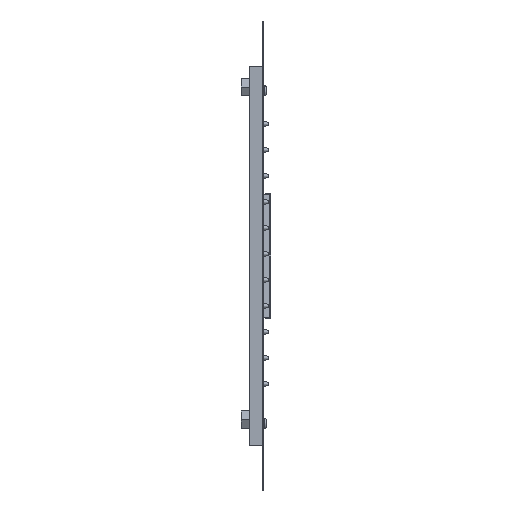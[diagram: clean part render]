
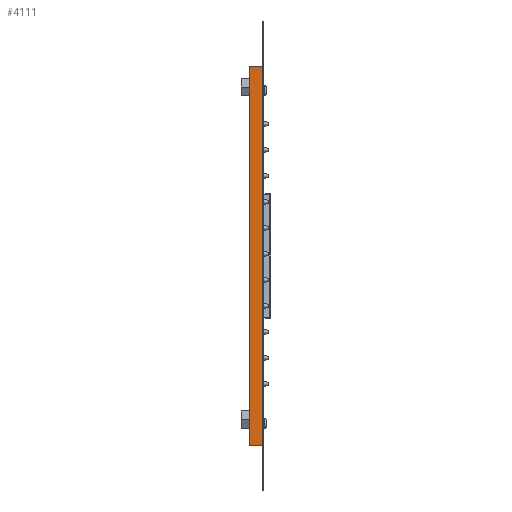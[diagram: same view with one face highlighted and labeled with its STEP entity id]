
A CAD part, left-side view. The second image highlights one B-rep face of the part: STEP entity #4111.
In plain terms, the highlighted planar face has unit normal (-1, 0, 0).
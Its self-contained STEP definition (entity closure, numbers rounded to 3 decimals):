
#1177 = EDGE_CURVE ( 'NONE', #21329, #16935, #14312, .T. ) ;
#2223 = CARTESIAN_POINT ( 'NONE',  ( -302.5, 1.5, 182.5 ) ) ;
#3606 = CARTESIAN_POINT ( 'NONE',  ( -302.5, 14., -182.5 ) ) ;
#3814 = VERTEX_POINT ( 'NONE', #2223 ) ;
#4111 = ADVANCED_FACE ( 'NONE', ( #6635 ), #10368, .F. ) ;
#4137 = ORIENTED_EDGE ( 'NONE', *, *, #13582, .T. ) ;
#5235 = CARTESIAN_POINT ( 'NONE',  ( -302.5, 1.5, -182.5 ) ) ;
#5423 = EDGE_CURVE ( 'NONE', #21329, #10493, #16818, .T. ) ;
#5623 = DIRECTION ( 'NONE',  ( 0., -1., 0. ) ) ;
#6092 = VECTOR ( 'NONE', #17580, 1000. ) ;
#6404 = EDGE_LOOP ( 'NONE', ( #4137, #19491, #15546, #9785 ) ) ;
#6635 = FACE_OUTER_BOUND ( 'NONE', #6404, .T. ) ;
#6652 = CARTESIAN_POINT ( 'NONE',  ( -302.5, 14., -182.5 ) ) ;
#7244 = VECTOR ( 'NONE', #5623, 1000. ) ;
#9459 = LINE ( 'NONE', #9550, #7244 ) ;
#9550 = CARTESIAN_POINT ( 'NONE',  ( -302.5, 14., 182.5 ) ) ;
#9785 = ORIENTED_EDGE ( 'NONE', *, *, #5423, .T. ) ;
#10368 = PLANE ( 'NONE',  #21224 ) ;
#10493 = VERTEX_POINT ( 'NONE', #18033 ) ;
#12130 = DIRECTION ( 'NONE',  ( 0., 0., 1. ) ) ;
#12512 = CARTESIAN_POINT ( 'NONE',  ( -302.5, 14., 182.5 ) ) ;
#12555 = VECTOR ( 'NONE', #15139, 1000. ) ;
#13582 = EDGE_CURVE ( 'NONE', #10493, #3814, #20708, .T. ) ;
#13976 = DIRECTION ( 'NONE',  ( 0., 0., -1. ) ) ;
#14312 = LINE ( 'NONE', #17476, #6092 ) ;
#15003 = CARTESIAN_POINT ( 'NONE',  ( -302.5, 14., -182.5 ) ) ;
#15139 = DIRECTION ( 'NONE',  ( 0., -1., 0. ) ) ;
#15546 = ORIENTED_EDGE ( 'NONE', *, *, #1177, .F. ) ;
#16818 = LINE ( 'NONE', #6652, #12555 ) ;
#16935 = VERTEX_POINT ( 'NONE', #12512 ) ;
#16992 = VECTOR ( 'NONE', #12130, 1000. ) ;
#17476 = CARTESIAN_POINT ( 'NONE',  ( -302.5, 14., -182.5 ) ) ;
#17580 = DIRECTION ( 'NONE',  ( 0., 0., 1. ) ) ;
#18033 = CARTESIAN_POINT ( 'NONE',  ( -302.5, 1.5, -182.5 ) ) ;
#19169 = DIRECTION ( 'NONE',  ( 1., 0., 0. ) ) ;
#19311 = EDGE_CURVE ( 'NONE', #16935, #3814, #9459, .T. ) ;
#19491 = ORIENTED_EDGE ( 'NONE', *, *, #19311, .F. ) ;
#20708 = LINE ( 'NONE', #5235, #16992 ) ;
#21224 = AXIS2_PLACEMENT_3D ( 'NONE', #15003, #19169, #13976 ) ;
#21329 = VERTEX_POINT ( 'NONE', #3606 ) ;
